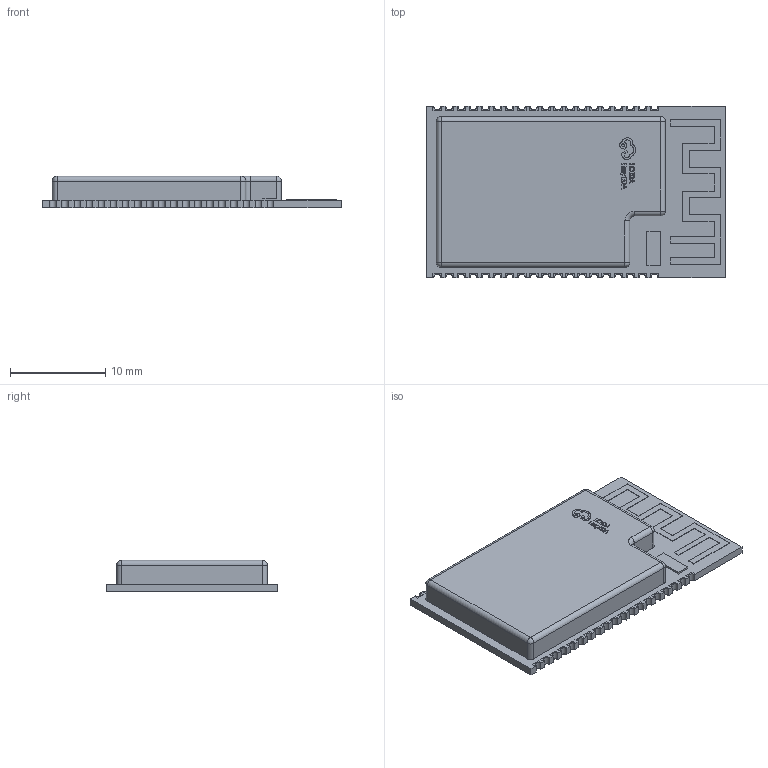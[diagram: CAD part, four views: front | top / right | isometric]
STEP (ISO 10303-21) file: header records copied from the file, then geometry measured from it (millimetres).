
FILE_DESCRIPTION (( 'STEP AP214' ), '1' );
FILE_NAME ('WIFIM-SMD_39P-L31.4-W18.0-H3.3-P1.27.step', '2022-07-15T04:54:43', ( '' ), ( '' ), 'SwSTEP 2.0', 'SolidWorks 2020', '' );
FILE_SCHEMA (( 'AUTOMOTIVE_DESIGN' ));
Length unit declared in the file: millimetre
Products named in the file (1): WIFIM-SMD_39P-L31.4-W18.0-H3.3-P1.27
Bounding box: 31.4 x 18 x 3.3 mm (x, y, z)
Volume: 1348.5 mm3; surface area: 1397.4 mm2
Topology: 14 solids, 14 shells, 456 faces, 1447 edges, 1025 vertices
Faces by surface type: plane 302, bspline 98, cylinder 50, sphere 5, torus 1
Entity records: 21891 total; most frequent: CARTESIAN_POINT 4426, ORIENTED_EDGE 2884, DIRECTION 2047, EDGE_CURVE 1442, LINE 1127, VECTOR 1127, VERTEX_POINT 1025, EDGE_LOOP 479
